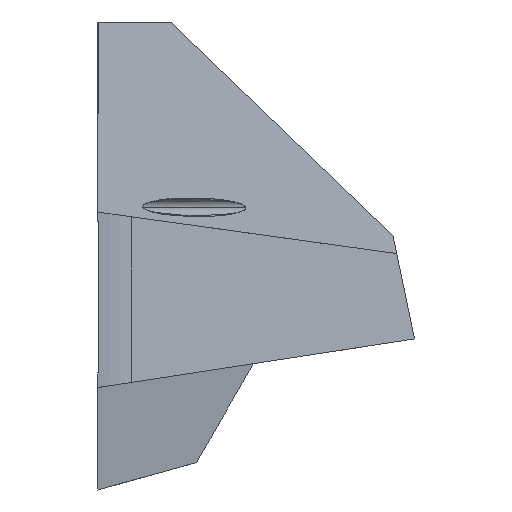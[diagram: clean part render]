
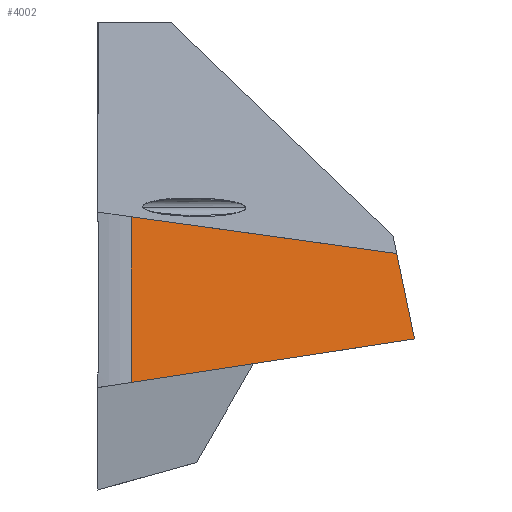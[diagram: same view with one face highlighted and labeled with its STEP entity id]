
A CAD part, left-side view. The second image highlights one B-rep face of the part: STEP entity #4002.
In plain terms, the highlighted planar face has unit normal (-0.973, -0.232, 0).
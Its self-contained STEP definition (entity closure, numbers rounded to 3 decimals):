
#1196=DIRECTION('',(-0.229,0.962,-0.148));
#1197=VECTOR('',#1196,60.343);
#1198=CARTESIAN_POINT('',(-25.5,-60.,-20.));
#1199=LINE('',#1198,#1197);
#1204=DIRECTION('',(0.048,-0.203,-0.978));
#1205=VECTOR('',#1204,17.899);
#1206=CARTESIAN_POINT('',(-26.367,-56.36,
-2.496));
#1207=LINE('',#1206,#1205);
#1208=DIRECTION('',(0.,0.,1.));
#1209=VECTOR('',#1208,33.97);
#1210=CARTESIAN_POINT('',(-39.323,-1.944,
-28.932));
#1211=LINE('',#1210,#1209);
#1775=DIRECTION('',(0.23,-0.964,-0.133));
#1776=VECTOR('',#1775,56.442);
#1777=CARTESIAN_POINT('',(-39.323,-1.944,
5.038));
#1778=LINE('',#1777,#1776);
#2057=CARTESIAN_POINT('',(-25.5,-60.,-20.));
#2059=VERTEX_POINT('',#2057);
#2079=CARTESIAN_POINT('',(-26.367,-56.36,
-2.496));
#2080=VERTEX_POINT('',#2079);
#2153=CARTESIAN_POINT('',(-39.323,-1.944,
-28.932));
#2154=VERTEX_POINT('',#2153);
#2155=CARTESIAN_POINT('',(-39.323,-1.944,
5.038));
#2156=VERTEX_POINT('',#2155);
#3989=CARTESIAN_POINT('',(-33.,-28.5,-11.5));
#3990=DIRECTION('',(-0.973,-0.232,0.));
#3991=DIRECTION('',(0.232,-0.973,0.));
#3992=AXIS2_PLACEMENT_3D('',#3989,#3990,#3991);
#3993=PLANE('',#3992);
#3994=ORIENTED_EDGE('',*,*,#3960,.T.);
#3995=ORIENTED_EDGE('',*,*,#3946,.T.);
#3997=ORIENTED_EDGE('',*,*,#3996,.T.);
#3999=ORIENTED_EDGE('',*,*,#3998,.T.);
#4000=EDGE_LOOP('',(#3994,#3995,#3997,#3999));
#4001=FACE_OUTER_BOUND('',#4000,.F.);
#3946=EDGE_CURVE('',#2059,#2154,#1199,.T.);
#3960=EDGE_CURVE('',#2080,#2059,#1207,.T.);
#3996=EDGE_CURVE('',#2154,#2156,#1211,.T.);
#3998=EDGE_CURVE('',#2156,#2080,#1778,.T.);
#4002=ADVANCED_FACE('',(#4001),#3993,.T.);
